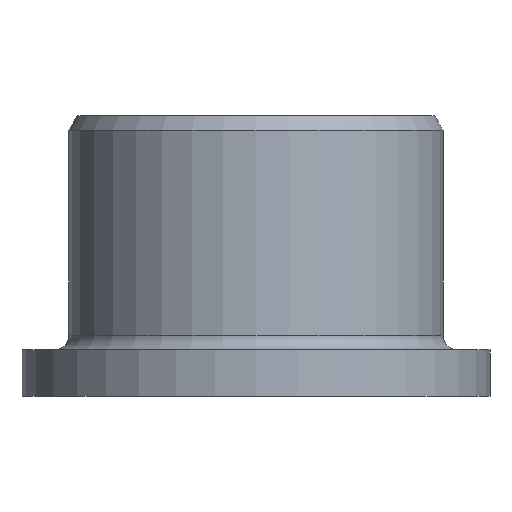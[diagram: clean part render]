
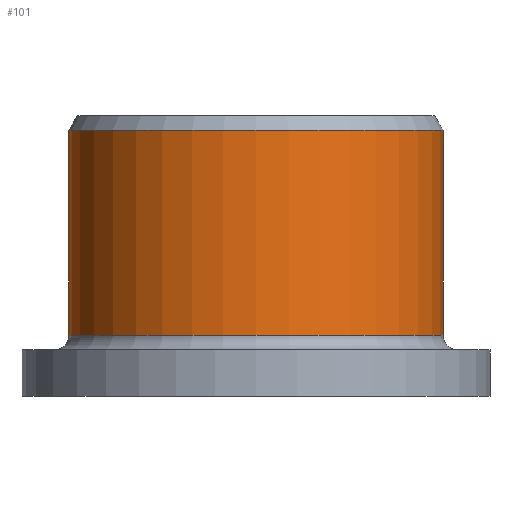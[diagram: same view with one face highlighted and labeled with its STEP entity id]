
A CAD part, front view. The second image highlights one B-rep face of the part: STEP entity #101.
In plain terms, the highlighted cylindrical face has radius 6.35 mm (diameter 12.7 mm), a full revolution.
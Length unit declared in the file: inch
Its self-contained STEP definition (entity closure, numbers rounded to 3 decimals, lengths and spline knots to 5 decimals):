
#19=CYLINDRICAL_SURFACE('',#124,0.25);
#26=FACE_BOUND('',#49,.T.);
#34=FACE_OUTER_BOUND('',#48,.T.);
#48=EDGE_LOOP('',(#88));
#49=EDGE_LOOP('',(#89));
#58=CIRCLE('',#123,0.25);
#59=CIRCLE('',#125,0.25);
#66=VERTEX_POINT('',#180);
#67=VERTEX_POINT('',#183);
#74=EDGE_CURVE('',#66,#66,#58,.T.);
#75=EDGE_CURVE('',#67,#67,#59,.T.);
#88=ORIENTED_EDGE('',*,*,#75,.T.);
#89=ORIENTED_EDGE('',*,*,#74,.T.);
#101=ADVANCED_FACE('',(#34,#26),#19,.T.);
#123=AXIS2_PLACEMENT_3D('',#181,#153,#154);
#124=AXIS2_PLACEMENT_3D('',#182,#155,#156);
#125=AXIS2_PLACEMENT_3D('',#184,#157,#158);
#153=DIRECTION('center_axis',(0.,0.,-1.));
#154=DIRECTION('ref_axis',(-1.,0.,0.));
#155=DIRECTION('center_axis',(0.,0.,-1.));
#156=DIRECTION('ref_axis',(1.,0.,0.));
#157=DIRECTION('center_axis',(0.,0.,1.));
#158=DIRECTION('ref_axis',(1.,0.,0.));
#180=CARTESIAN_POINT('',(-0.25,0.,0.35531));
#181=CARTESIAN_POINT('Origin',(0.,0.,0.35531));
#182=CARTESIAN_POINT('Origin',(0.,0.,0.2185));
#183=CARTESIAN_POINT('',(-0.25,0.,0.08169));
#184=CARTESIAN_POINT('Origin',(0.,0.,0.08169));
